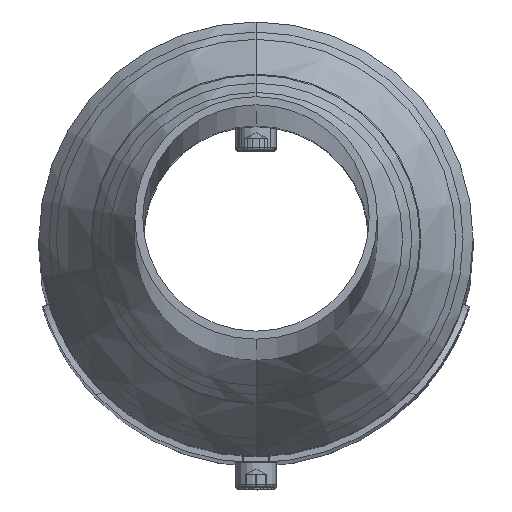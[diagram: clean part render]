
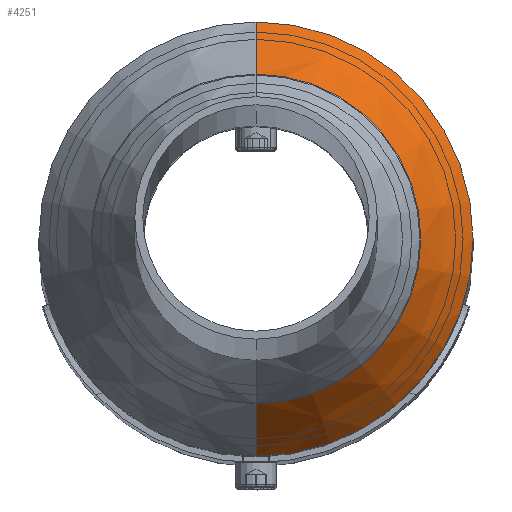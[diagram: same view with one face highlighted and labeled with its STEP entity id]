
A CAD part, top view. The second image highlights one B-rep face of the part: STEP entity #4251.
In plain terms, the highlighted conical face has half-angle 33.5 degrees and reference radius 40.762 mm.
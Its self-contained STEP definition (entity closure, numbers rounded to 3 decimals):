
#174 = FACE_OUTER_BOUND ( 'NONE', #2582, .T. ) ;
#282 = CIRCLE ( 'NONE', #2729, 54. ) ;
#289 = LINE ( 'NONE', #1644, #1936 ) ;
#609 = CARTESIAN_POINT ( 'NONE',  ( 0., 1490., -54. ) ) ;
#674 = EDGE_CURVE ( 'NONE', #2686, #1484, #289, .T. ) ;
#783 = VERTEX_POINT ( 'NONE', #3124 ) ;
#1212 = CARTESIAN_POINT ( 'NONE',  ( 0., 1490., 0. ) ) ;
#1484 = VERTEX_POINT ( 'NONE', #2476 ) ;
#1644 = CARTESIAN_POINT ( 'NONE',  ( 0., 1510., 40.762 ) ) ;
#1819 = CONICAL_SURFACE ( 'NONE', #3028, 40.762, 0.585 ) ;
#1936 = VECTOR ( 'NONE', #3616, 1000. ) ;
#1951 = DIRECTION ( 'NONE',  ( 0., -0.834, -0.552 ) ) ;
#2314 = ORIENTED_EDGE ( 'NONE', *, *, #3002, .F. ) ;
#2333 = ORIENTED_EDGE ( 'NONE', *, *, #674, .T. ) ;
#2474 = ORIENTED_EDGE ( 'NONE', *, *, #3184, .F. ) ;
#2476 = CARTESIAN_POINT ( 'NONE',  ( 0., 1490., 54. ) ) ;
#2520 = VECTOR ( 'NONE', #1951, 1000. ) ;
#2552 = DIRECTION ( 'NONE',  ( 0., 1., 0. ) ) ;
#2582 = EDGE_LOOP ( 'NONE', ( #2474, #2333, #3575, #2314 ) ) ;
#2686 = VERTEX_POINT ( 'NONE', #2752 ) ;
#2729 = AXIS2_PLACEMENT_3D ( 'NONE', #1212, #2552, #3884 ) ;
#2752 = CARTESIAN_POINT ( 'NONE',  ( 0., 1510., 40.762 ) ) ;
#2808 = EDGE_CURVE ( 'NONE', #1484, #2824, #282, .T. ) ;
#2824 = VERTEX_POINT ( 'NONE', #609 ) ;
#2839 = DIRECTION ( 'NONE',  ( 0., 0., 1. ) ) ;
#2888 = DIRECTION ( 'NONE',  ( 0., 0., -1. ) ) ;
#3002 = EDGE_CURVE ( 'NONE', #783, #2824, #4302, .T. ) ;
#3028 = AXIS2_PLACEMENT_3D ( 'NONE', #4188, #3276, #2888 ) ;
#3124 = CARTESIAN_POINT ( 'NONE',  ( 0., 1510., -40.762 ) ) ;
#3184 = EDGE_CURVE ( 'NONE', #2686, #783, #4121, .T. ) ;
#3276 = DIRECTION ( 'NONE',  ( 0., -1., 0. ) ) ;
#3575 = ORIENTED_EDGE ( 'NONE', *, *, #2808, .T. ) ;
#3594 = CARTESIAN_POINT ( 'NONE',  ( 0., 1510., -40.762 ) ) ;
#3616 = DIRECTION ( 'NONE',  ( 0., -0.834, 0.552 ) ) ;
#3641 = AXIS2_PLACEMENT_3D ( 'NONE', #3824, #3781, #2839 ) ;
#3781 = DIRECTION ( 'NONE',  ( 0., 1., 0. ) ) ;
#3824 = CARTESIAN_POINT ( 'NONE',  ( 0., 1510., 0. ) ) ;
#3884 = DIRECTION ( 'NONE',  ( 0., 0., 1. ) ) ;
#4121 = CIRCLE ( 'NONE', #3641, 40.762 ) ;
#4188 = CARTESIAN_POINT ( 'NONE',  ( 0., 1510., 0. ) ) ;
#4251 = ADVANCED_FACE ( 'NONE', ( #174 ), #1819, .T. ) ;
#4302 = LINE ( 'NONE', #3594, #2520 ) ;
